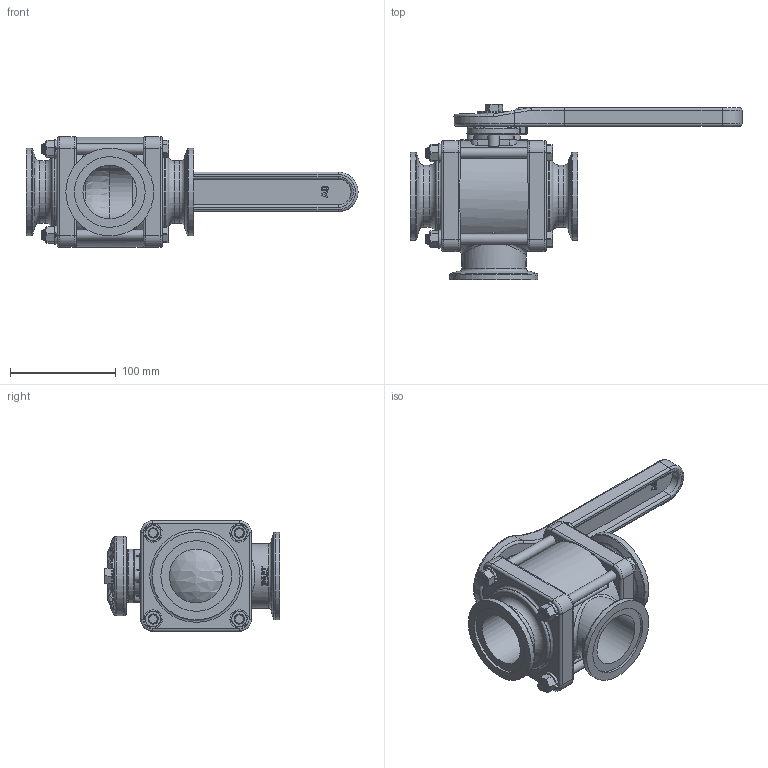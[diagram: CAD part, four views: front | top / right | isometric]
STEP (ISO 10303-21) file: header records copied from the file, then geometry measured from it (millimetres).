
FILE_DESCRIPTION(/* description */ ('2" FP BOTTOM LOAD VALVE'),/* implementation_level */ '2;1');
FILE_NAME(/* name */ 'MV220BL.stp',/* time_stamp */ '2022-08-29T11:03:33-04:00',/* author */ ('MEG'),/* organization */ (''),/* preprocessor_version */ 'ST-DEVELOPER v18.1',/* originating_system */ 'Autodesk Inventor 2022',/* authorisation */ '');
FILE_SCHEMA (('AUTOMOTIVE_DESIGN { 1 0 10303 214 3 1 1 }'));
Length unit declared in the file: inch
Products named in the file (21): MV220BL; MV25354B; V25378; V25378X; V25355B; V25355BM; VX25355B; V25353B; V25258; V25264; V25160; V25163; V25020; V25060; V25121; V25151B; V25151BX; V20018; V20019; V25017; VL200BL
Assembly tree (32 placements, depth 4):
  MV220BL
    MV25354B
    V25378  x2
      V25378X
    V25355B
      V25355BM
        VX25355B
    V25353B
    V25258  x2
    V25264  x2
    V25160
    V25163
    V25020
    V25060
    V25121
    V25151B
      V25151BX
    V20018  x4
    V20019  x4
    V25017  x4
    VL200BL
Bounding box: 313.94 x 166.24 x 104.78 mm (x, y, z)
Volume: 959689.9 mm3; surface area: 291065.4 mm2
Topology: 28 solids, 28 shells, 1916 faces, 4855 edges, 3086 vertices
Faces by surface type: plane 824, cylinder 485, cone 315, bspline 172, torus 94, sphere 26
Full cylindrical faces by diameter (mm): 7.798 x1, 8.236 x60, 9.525 x61, 10.312 x1, 11.125 x8, 14.275 x1, 25.4 x3, 25.527 x1, 25.806 x1, 31.521 x1, 31.623 x1, 31.75 x3, 35.306 x1, 36.525 x1, 37.084 x2, 50.8 x3, 52.07 x2, 58.674 x2, 60.96 x1, 64.77 x2, 64.973 x2, 66.802 x3, 83.058 x5, 84.074 x2, 85.598 x1, 88.9 x2, 96.114 x2
Entity records: 46292 total; most frequent: CARTESIAN_POINT 13037, ORIENTED_EDGE 6988, DIRECTION 6354, EDGE_CURVE 3494, VERTEX_POINT 2236, AXIS2_PLACEMENT_3D 2166, LINE 2022, VECTOR 2022
